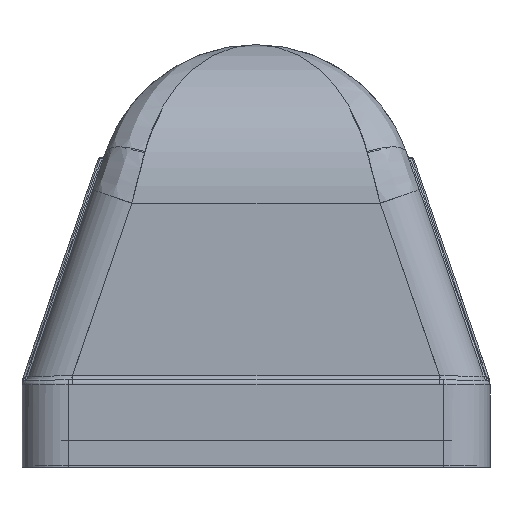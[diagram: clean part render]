
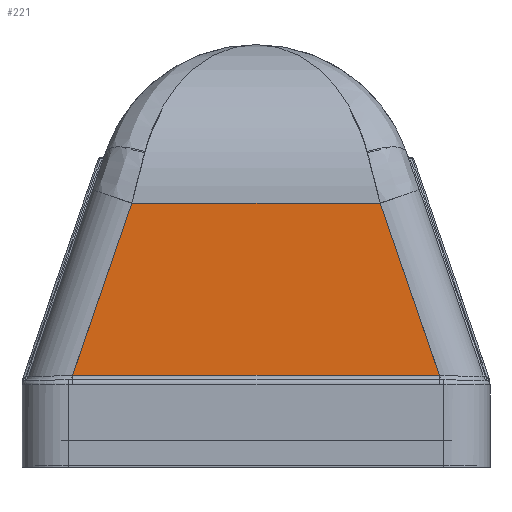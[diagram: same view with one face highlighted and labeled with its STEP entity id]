
A CAD part, top view. The second image highlights one B-rep face of the part: STEP entity #221.
In plain terms, the highlighted planar face has unit normal (0, 0, 1).
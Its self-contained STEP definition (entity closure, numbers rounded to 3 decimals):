
#221=ADVANCED_FACE('',(#559),#560,.F.);
#559=FACE_OUTER_BOUND('',#5078,.T.);
#560=PLANE('',#5079);
#5078=EDGE_LOOP('',(#7137,#7138,#7139,#7140));
#5079=AXIS2_PLACEMENT_3D('',#7141,#7142,#7143);
#7137=ORIENTED_EDGE('',*,*,#7730,.F.);
#7138=ORIENTED_EDGE('',*,*,#7734,.F.);
#7139=ORIENTED_EDGE('',*,*,#7735,.T.);
#7140=ORIENTED_EDGE('',*,*,#7733,.F.);
#7141=CARTESIAN_POINT('',(245.59,80.0,249.203));
#7142=DIRECTION('',(0.0,0.0,-1.0));
#7143=DIRECTION('',(0.0,-1.0,0.0));
#7730=EDGE_CURVE('',#8364,#8366,#8367,.T.);
#7733=EDGE_CURVE('',#8366,#8173,#8370,.T.);
#7734=EDGE_CURVE('',#8371,#8364,#8372,.T.);
#7735=EDGE_CURVE('',#8371,#8173,#8373,.T.);
#8173=VERTEX_POINT('',#10095);
#8364=VERTEX_POINT('',#11327);
#8366=VERTEX_POINT('',#11329);
#8367=LINE('',#11330,#11331);
#8370=LINE('',#11381,#11382);
#8371=VERTEX_POINT('',#11383);
#8372=LINE('',#11384,#11385);
#8373=LINE('',#11386,#11387);
#10095=CARTESIAN_POINT('',(156.599,-3.5,249.203));
#11327=CARTESIAN_POINT('',(305.866,80.0,249.203));
#11329=CARTESIAN_POINT('',(334.58,-3.5,249.203));
#11330=CARTESIAN_POINT('',(305.866,80.0,249.203));
#11331=VECTOR('',#12215,88.299);
#11381=CARTESIAN_POINT('',(334.58,-3.5,249.203));
#11382=VECTOR('',#12219,177.981);
#11383=CARTESIAN_POINT('',(185.314,80.0,249.203));
#11384=CARTESIAN_POINT('',(185.314,80.0,249.203));
#11385=VECTOR('',#12220,120.552);
#11386=CARTESIAN_POINT('',(185.314,80.0,249.203));
#11387=VECTOR('',#12221,88.299);
#12215=DIRECTION('',(0.325,-0.946,0.));
#12219=DIRECTION('',(-1.0,0.0,0.));
#12220=DIRECTION('',(1.0,0.,0.));
#12221=DIRECTION('',(-0.325,-0.946,0.));
